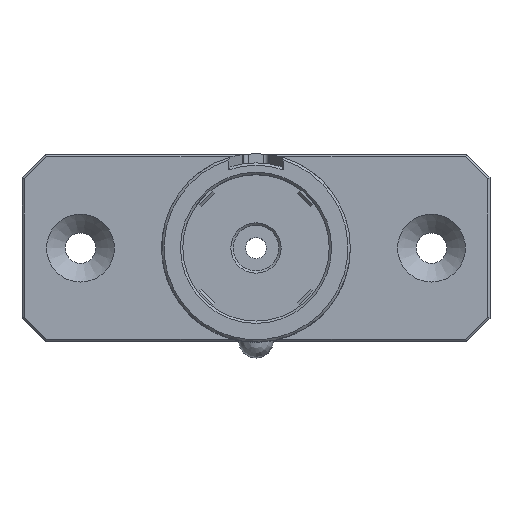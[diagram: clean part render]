
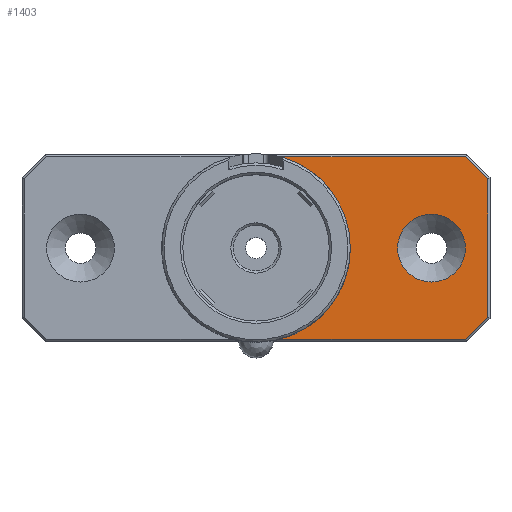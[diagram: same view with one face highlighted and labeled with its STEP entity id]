
A CAD part, top view. The second image highlights one B-rep face of the part: STEP entity #1403.
In plain terms, the highlighted planar face has unit normal (0, 0, 1).
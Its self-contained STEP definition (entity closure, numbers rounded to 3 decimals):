
#72=FACE_BOUND('',#275,.T.);
#103=PLANE('',#1532);
#188=FACE_OUTER_BOUND('',#274,.T.);
#274=EDGE_LOOP('',(#1255,#1256,#1257,#1258,#1259,#1260,#1261));
#275=EDGE_LOOP('',(#1262));
#392=LINE('',#2869,#519);
#393=LINE('',#2871,#520);
#394=LINE('',#2873,#521);
#395=LINE('',#2875,#522);
#396=LINE('',#2876,#523);
#519=VECTOR('',#1841,10.);
#520=VECTOR('',#1842,10.);
#521=VECTOR('',#1843,10.);
#522=VECTOR('',#1844,10.);
#523=VECTOR('',#1845,10.);
#581=CIRCLE('',#1517,20.15);
#582=CIRCLE('',#1522,20.15);
#583=CIRCLE('',#1524,7.25);
#704=VERTEX_POINT('',#2831);
#705=VERTEX_POINT('',#2833);
#710=VERTEX_POINT('',#2846);
#711=VERTEX_POINT('',#2850);
#716=VERTEX_POINT('',#2868);
#717=VERTEX_POINT('',#2870);
#718=VERTEX_POINT('',#2872);
#719=VERTEX_POINT('',#2874);
#883=EDGE_CURVE('',#705,#704,#581,.T.);
#892=EDGE_CURVE('',#704,#710,#582,.T.);
#893=EDGE_CURVE('',#711,#711,#583,.T.);
#902=EDGE_CURVE('',#716,#710,#392,.T.);
#903=EDGE_CURVE('',#717,#716,#393,.T.);
#904=EDGE_CURVE('',#718,#717,#394,.T.);
#905=EDGE_CURVE('',#719,#718,#395,.T.);
#906=EDGE_CURVE('',#705,#719,#396,.T.);
#1255=ORIENTED_EDGE('',*,*,#883,.T.);
#1256=ORIENTED_EDGE('',*,*,#892,.T.);
#1257=ORIENTED_EDGE('',*,*,#902,.F.);
#1258=ORIENTED_EDGE('',*,*,#903,.F.);
#1259=ORIENTED_EDGE('',*,*,#904,.F.);
#1260=ORIENTED_EDGE('',*,*,#905,.F.);
#1261=ORIENTED_EDGE('',*,*,#906,.F.);
#1262=ORIENTED_EDGE('',*,*,#893,.F.);
#1403=ADVANCED_FACE('',(#188,#72),#103,.F.);
#1517=AXIS2_PLACEMENT_3D('',#2834,#1801,#1802);
#1522=AXIS2_PLACEMENT_3D('',#2848,#1815,#1816);
#1524=AXIS2_PLACEMENT_3D('',#2851,#1819,#1820);
#1532=AXIS2_PLACEMENT_3D('',#2867,#1839,#1840);
#1801=DIRECTION('center_axis',(0.,0.,-1.));
#1802=DIRECTION('ref_axis',(-1.,0.,0.));
#1815=DIRECTION('center_axis',(0.,0.,-1.));
#1816=DIRECTION('ref_axis',(-1.,0.,0.));
#1819=DIRECTION('center_axis',(0.,0.,1.));
#1820=DIRECTION('ref_axis',(-1.,0.,0.));
#1839=DIRECTION('center_axis',(0.,0.,-1.));
#1840=DIRECTION('ref_axis',(1.,0.,0.));
#1841=DIRECTION('',(-1.,0.,0.));
#1842=DIRECTION('',(-0.707,-0.707,0.));
#1843=DIRECTION('',(0.,-1.,0.));
#1844=DIRECTION('',(0.707,-0.707,0.));
#1845=DIRECTION('',(1.,0.,0.));
#2831=CARTESIAN_POINT('',(20.15,150.,5.));
#2833=CARTESIAN_POINT('',(5.077,169.5,5.));
#2834=CARTESIAN_POINT('Origin',(0.,150.,5.));
#2846=CARTESIAN_POINT('',(5.077,130.5,5.));
#2848=CARTESIAN_POINT('Origin',(0.,150.,5.));
#2850=CARTESIAN_POINT('',(44.75,150.,5.));
#2851=CARTESIAN_POINT('Origin',(37.5,150.,5.));
#2867=CARTESIAN_POINT('Origin',(-26.227,150.,5.));
#2868=CARTESIAN_POINT('',(44.793,130.5,5.));
#2869=CARTESIAN_POINT('',(14.341,130.5,5.));
#2870=CARTESIAN_POINT('',(49.5,135.207,5.));
#2871=CARTESIAN_POINT('',(46.203,131.91,5.));
#2872=CARTESIAN_POINT('',(49.5,164.793,5.));
#2873=CARTESIAN_POINT('',(49.5,140.,5.));
#2874=CARTESIAN_POINT('',(44.793,169.5,5.));
#2875=CARTESIAN_POINT('',(46.203,168.09,5.));
#2876=CARTESIAN_POINT('',(38.114,169.5,5.));
